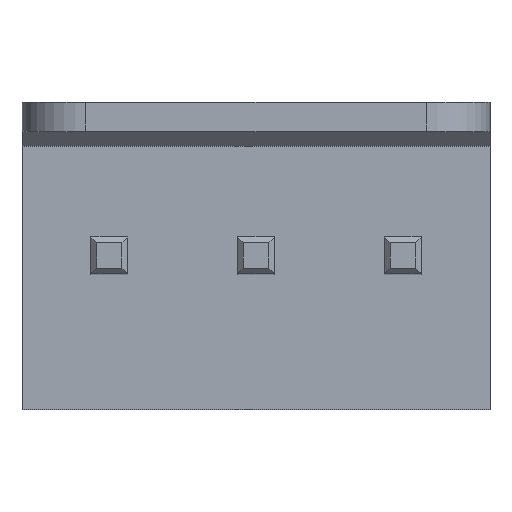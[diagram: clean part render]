
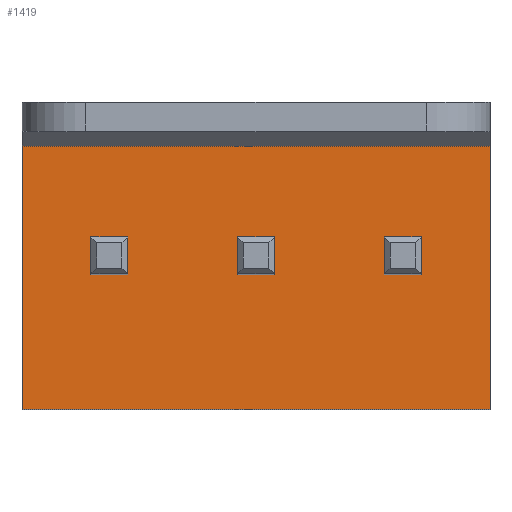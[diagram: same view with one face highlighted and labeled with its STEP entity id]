
A CAD part, top view. The second image highlights one B-rep face of the part: STEP entity #1419.
In plain terms, the highlighted planar face has unit normal (0, 0, 1).
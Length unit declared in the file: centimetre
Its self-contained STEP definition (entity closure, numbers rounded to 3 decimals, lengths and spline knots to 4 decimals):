
#153=VERTEX_POINT('',#1796);
#154=VERTEX_POINT('',#1798);
#155=VERTEX_POINT('',#1800);
#156=VERTEX_POINT('',#1803);
#177=VERTEX_POINT('',#1870);
#178=VERTEX_POINT('',#1872);
#179=VERTEX_POINT('',#1874);
#180=VERTEX_POINT('',#1877);
#201=VERTEX_POINT('',#1944);
#202=VERTEX_POINT('',#1946);
#203=VERTEX_POINT('',#1948);
#204=VERTEX_POINT('',#1951);
#242=VERTEX_POINT('',#2056);
#243=VERTEX_POINT('',#2058);
#250=VERTEX_POINT('',#2077);
#251=VERTEX_POINT('',#2079);
#283=VECTOR('',#1532,1.);
#285=VECTOR('',#1534,1.);
#286=VECTOR('',#1536,1.);
#287=VECTOR('',#1538,1.);
#319=VECTOR('',#1582,1.);
#321=VECTOR('',#1584,1.);
#322=VECTOR('',#1586,1.);
#323=VECTOR('',#1588,1.);
#355=VECTOR('',#1632,1.);
#357=VECTOR('',#1634,1.);
#358=VECTOR('',#1636,1.);
#359=VECTOR('',#1638,1.);
#405=VECTOR('',#1709,1.);
#415=VECTOR('',#1722,1.);
#422=VECTOR('',#1732,1.);
#423=VECTOR('',#1733,1.);
#453=LINE('',#1797,#283);
#455=LINE('',#1801,#285);
#456=LINE('',#1804,#286);
#457=LINE('',#1806,#287);
#489=LINE('',#1871,#319);
#491=LINE('',#1875,#321);
#492=LINE('',#1878,#322);
#493=LINE('',#1880,#323);
#525=LINE('',#1945,#355);
#527=LINE('',#1949,#357);
#528=LINE('',#1952,#358);
#529=LINE('',#1954,#359);
#575=LINE('',#2057,#405);
#585=LINE('',#2078,#415);
#592=LINE('',#2091,#422);
#593=LINE('',#2092,#423);
#624=EDGE_CURVE('',#154,#153,#453,.T.);
#627=EDGE_CURVE('',#153,#155,#455,.T.);
#629=EDGE_CURVE('',#155,#156,#456,.T.);
#630=EDGE_CURVE('',#156,#154,#457,.T.);
#664=EDGE_CURVE('',#178,#177,#489,.T.);
#667=EDGE_CURVE('',#177,#179,#491,.T.);
#669=EDGE_CURVE('',#179,#180,#492,.T.);
#670=EDGE_CURVE('',#180,#178,#493,.T.);
#704=EDGE_CURVE('',#202,#201,#525,.T.);
#707=EDGE_CURVE('',#201,#203,#527,.T.);
#709=EDGE_CURVE('',#203,#204,#528,.T.);
#710=EDGE_CURVE('',#204,#202,#529,.T.);
#767=EDGE_CURVE('',#242,#243,#575,.T.);
#777=EDGE_CURVE('',#251,#250,#585,.T.);
#784=EDGE_CURVE('',#243,#250,#592,.T.);
#785=EDGE_CURVE('',#251,#242,#593,.T.);
#1134=ORIENTED_EDGE('',*,*,#624,.T.);
#1135=ORIENTED_EDGE('',*,*,#627,.T.);
#1136=ORIENTED_EDGE('',*,*,#629,.T.);
#1137=ORIENTED_EDGE('',*,*,#630,.T.);
#1138=ORIENTED_EDGE('',*,*,#664,.T.);
#1139=ORIENTED_EDGE('',*,*,#667,.T.);
#1140=ORIENTED_EDGE('',*,*,#669,.T.);
#1141=ORIENTED_EDGE('',*,*,#670,.T.);
#1142=ORIENTED_EDGE('',*,*,#704,.T.);
#1143=ORIENTED_EDGE('',*,*,#707,.T.);
#1144=ORIENTED_EDGE('',*,*,#709,.T.);
#1145=ORIENTED_EDGE('',*,*,#710,.T.);
#1146=ORIENTED_EDGE('',*,*,#777,.T.);
#1147=ORIENTED_EDGE('',*,*,#784,.F.);
#1148=ORIENTED_EDGE('',*,*,#767,.F.);
#1149=ORIENTED_EDGE('',*,*,#785,.F.);
#1250=EDGE_LOOP('',(#1134,#1135,#1136,#1137));
#1251=EDGE_LOOP('',(#1138,#1139,#1140,#1141));
#1252=EDGE_LOOP('',(#1142,#1143,#1144,#1145));
#1253=EDGE_LOOP('',(#1146,#1147,#1148,#1149));
#1336=FACE_BOUND('',#1250,.T.);
#1337=FACE_BOUND('',#1251,.T.);
#1338=FACE_BOUND('',#1252,.T.);
#1339=FACE_BOUND('',#1253,.T.);
#1419=ADVANCED_FACE('',(#1336,#1337,#1338,#1339),#2155,.T.);
#1488=AXIS2_PLACEMENT_3D('',#2090,#1731,$);
#1532=DIRECTION('',(-1.,0.,0.));
#1534=DIRECTION('',(0.,1.,0.));
#1536=DIRECTION('',(1.,0.,0.));
#1538=DIRECTION('',(0.,-1.,0.));
#1582=DIRECTION('',(-1.,0.,0.));
#1584=DIRECTION('',(0.,1.,0.));
#1586=DIRECTION('',(1.,0.,0.));
#1588=DIRECTION('',(0.,-1.,0.));
#1632=DIRECTION('',(-1.,0.,0.));
#1634=DIRECTION('',(0.,1.,0.));
#1636=DIRECTION('',(1.,0.,0.));
#1638=DIRECTION('',(0.,-1.,0.));
#1709=DIRECTION('',(-1.,0.,0.));
#1722=DIRECTION('',(-1.,0.,0.));
#1731=DIRECTION('',(0.,0.,1.));
#1732=DIRECTION('',(0.,1.,0.));
#1733=DIRECTION('',(0.,-1.,0.));
#1796=CARTESIAN_POINT('',(-0.286,-0.032,0.32));
#1797=CARTESIAN_POINT('',(-0.143,-0.032,0.32));
#1798=CARTESIAN_POINT('',(-0.222,-0.032,0.32));
#1800=CARTESIAN_POINT('',(-0.286,0.032,0.32));
#1801=CARTESIAN_POINT('',(-0.286,0.,0.32));
#1803=CARTESIAN_POINT('',(-0.222,0.032,0.32));
#1804=CARTESIAN_POINT('',(-0.143,0.032,0.32));
#1806=CARTESIAN_POINT('',(-0.222,0.,0.32));
#1870=CARTESIAN_POINT('',(-0.032,-0.032,0.32));
#1871=CARTESIAN_POINT('',(-0.016,-0.032,0.32));
#1872=CARTESIAN_POINT('',(0.032,-0.032,0.32));
#1874=CARTESIAN_POINT('',(-0.032,0.032,0.32));
#1875=CARTESIAN_POINT('',(-0.032,0.,0.32));
#1877=CARTESIAN_POINT('',(0.032,0.032,0.32));
#1878=CARTESIAN_POINT('',(-0.016,0.032,0.32));
#1880=CARTESIAN_POINT('',(0.032,0.,0.32));
#1944=CARTESIAN_POINT('',(0.222,-0.032,0.32));
#1945=CARTESIAN_POINT('',(0.111,-0.032,0.32));
#1946=CARTESIAN_POINT('',(0.286,-0.032,0.32));
#1948=CARTESIAN_POINT('',(0.222,0.032,0.32));
#1949=CARTESIAN_POINT('',(0.222,0.,0.32));
#1951=CARTESIAN_POINT('',(0.286,0.032,0.32));
#1952=CARTESIAN_POINT('',(0.111,0.032,0.32));
#1954=CARTESIAN_POINT('',(0.286,0.,0.32));
#2056=CARTESIAN_POINT('',(0.405,-0.265,0.32));
#2057=CARTESIAN_POINT('',(-0.405,-0.265,0.32));
#2058=CARTESIAN_POINT('',(-0.405,-0.265,0.32));
#2077=CARTESIAN_POINT('',(-0.405,0.215,0.32));
#2078=CARTESIAN_POINT('',(0.2025,0.215,0.32));
#2079=CARTESIAN_POINT('',(0.405,0.215,0.32));
#2090=CARTESIAN_POINT('',(0.,0.,0.32));
#2091=CARTESIAN_POINT('',(-0.405,0.265,0.32));
#2092=CARTESIAN_POINT('',(0.405,-0.265,0.32));
#2155=PLANE('',#1488);
